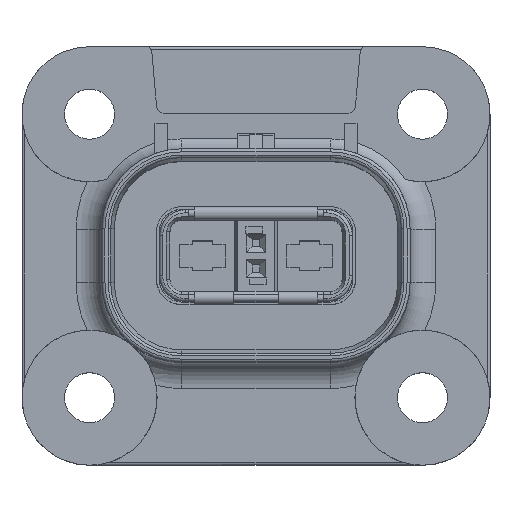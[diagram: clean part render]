
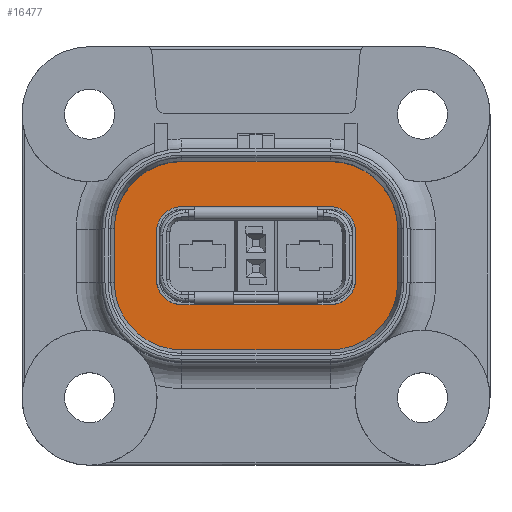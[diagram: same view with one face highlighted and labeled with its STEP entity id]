
A CAD part, top view. The second image highlights one B-rep face of the part: STEP entity #16477.
In plain terms, the highlighted planar face has unit normal (0, 0, 1).
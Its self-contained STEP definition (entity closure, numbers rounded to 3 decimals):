
#5262=CARTESIAN_POINT('',(-7.2,-2.6,-24.3));
#5263=DIRECTION('',(0.,0.,1.));
#5264=DIRECTION('',(-1.,0.,0.));
#5265=AXIS2_PLACEMENT_3D('',#5262,#5263,#5264);
#5275=DIRECTION('',(0.,1.,0.));
#5276=VECTOR('',#5275,5.2);
#5277=CARTESIAN_POINT('',(-13.75,-2.6,-24.3));
#5278=LINE('',#5277,#5276);
#5288=CARTESIAN_POINT('',(-7.2,2.6,-24.3));
#5289=DIRECTION('',(0.,0.,1.));
#5290=DIRECTION('',(0.,1.,0.));
#5291=AXIS2_PLACEMENT_3D('',#5288,#5289,#5290);
#5301=DIRECTION('',(1.,0.,0.));
#5302=VECTOR('',#5301,14.4);
#5303=CARTESIAN_POINT('',(-7.2,9.15,-24.3));
#5304=LINE('',#5303,#5302);
#5314=CARTESIAN_POINT('',(7.2,2.6,-24.3));
#5315=DIRECTION('',(0.,0.,1.));
#5316=DIRECTION('',(1.,0.,0.));
#5317=AXIS2_PLACEMENT_3D('',#5314,#5315,#5316);
#5327=DIRECTION('',(0.,-1.,0.));
#5328=VECTOR('',#5327,5.2);
#5329=CARTESIAN_POINT('',(13.75,2.6,-24.3));
#5330=LINE('',#5329,#5328);
#5340=CARTESIAN_POINT('',(7.2,-2.6,-24.3));
#5341=DIRECTION('',(0.,0.,1.));
#5342=DIRECTION('',(0.,-1.,0.));
#5343=AXIS2_PLACEMENT_3D('',#5340,#5341,#5342);
#5353=DIRECTION('',(-1.,0.,0.));
#5354=VECTOR('',#5353,14.4);
#5355=CARTESIAN_POINT('',(7.2,-9.15,-24.3));
#5356=LINE('',#5355,#5354);
#5397=CARTESIAN_POINT('',(-7.2,2.3,-24.3));
#5398=DIRECTION('',(0.,0.,1.));
#5399=DIRECTION('',(0.,1.,0.));
#5400=AXIS2_PLACEMENT_3D('',#5397,#5398,#5399);
#5402=DIRECTION('',(0.,-1.,0.));
#5403=VECTOR('',#5402,4.6);
#5404=CARTESIAN_POINT('',(-9.65,2.3,-24.3));
#5405=LINE('',#5404,#5403);
#5406=CARTESIAN_POINT('',(-7.2,-2.3,-24.3));
#5407=DIRECTION('',(0.,0.,1.));
#5408=DIRECTION('',(-1.,0.,0.));
#5409=AXIS2_PLACEMENT_3D('',#5406,#5407,#5408);
#5411=DIRECTION('',(1.,0.,0.));
#5412=VECTOR('',#5411,14.4);
#5413=CARTESIAN_POINT('',(-7.2,-4.75,-24.3));
#5414=LINE('',#5413,#5412);
#5415=CARTESIAN_POINT('',(7.2,-2.3,-24.3));
#5416=DIRECTION('',(0.,0.,1.));
#5417=DIRECTION('',(0.,-1.,0.));
#5418=AXIS2_PLACEMENT_3D('',#5415,#5416,#5417);
#5420=DIRECTION('',(0.,1.,0.));
#5421=VECTOR('',#5420,4.6);
#5422=CARTESIAN_POINT('',(9.65,-2.3,-24.3));
#5423=LINE('',#5422,#5421);
#5424=CARTESIAN_POINT('',(7.2,2.3,-24.3));
#5425=DIRECTION('',(0.,0.,1.));
#5426=DIRECTION('',(1.,0.,0.));
#5427=AXIS2_PLACEMENT_3D('',#5424,#5425,#5426);
#5429=DIRECTION('',(-1.,0.,0.));
#5430=VECTOR('',#5429,14.4);
#5431=CARTESIAN_POINT('',(7.2,4.75,-24.3));
#5432=LINE('',#5431,#5430);
#7061=CARTESIAN_POINT('',(-7.2,9.15,-24.3));
#7062=CARTESIAN_POINT('',(7.2,9.15,-24.3));
#7063=VERTEX_POINT('',#7061);
#7064=VERTEX_POINT('',#7062);
#7065=CARTESIAN_POINT('',(13.75,2.6,-24.3));
#7066=VERTEX_POINT('',#7065);
#7067=CARTESIAN_POINT('',(13.75,-2.6,-24.3));
#7068=VERTEX_POINT('',#7067);
#7069=CARTESIAN_POINT('',(7.2,-9.15,-24.3));
#7070=VERTEX_POINT('',#7069);
#7071=CARTESIAN_POINT('',(-7.2,-9.15,-24.3));
#7072=VERTEX_POINT('',#7071);
#7073=CARTESIAN_POINT('',(-13.75,-2.6,-24.3));
#7074=VERTEX_POINT('',#7073);
#7075=CARTESIAN_POINT('',(-13.75,2.6,-24.3));
#7076=VERTEX_POINT('',#7075);
#7936=CARTESIAN_POINT('',(-7.2,4.75,-24.3));
#7937=CARTESIAN_POINT('',(-9.65,2.3,-24.3));
#7938=VERTEX_POINT('',#7936);
#7939=VERTEX_POINT('',#7937);
#7940=CARTESIAN_POINT('',(-9.65,-2.3,-24.3));
#7941=VERTEX_POINT('',#7940);
#7942=CARTESIAN_POINT('',(-7.2,-4.75,-24.3));
#7943=VERTEX_POINT('',#7942);
#7944=CARTESIAN_POINT('',(7.2,-4.75,-24.3));
#7945=VERTEX_POINT('',#7944);
#7946=CARTESIAN_POINT('',(9.65,-2.3,-24.3));
#7947=VERTEX_POINT('',#7946);
#7948=CARTESIAN_POINT('',(9.65,2.3,-24.3));
#7949=VERTEX_POINT('',#7948);
#7950=CARTESIAN_POINT('',(7.2,4.75,-24.3));
#7951=VERTEX_POINT('',#7950);
#16444=CARTESIAN_POINT('',(0.,0.,-24.3));
#16445=DIRECTION('',(0.,0.,1.));
#16446=DIRECTION('',(-1.,0.,0.));
#16447=AXIS2_PLACEMENT_3D('',#16444,#16445,#16446);
#16448=PLANE('',#16447);
#16449=ORIENTED_EDGE('',*,*,#16383,.T.);
#16450=ORIENTED_EDGE('',*,*,#16397,.F.);
#16451=ORIENTED_EDGE('',*,*,#16411,.T.);
#16452=ORIENTED_EDGE('',*,*,#16425,.F.);
#16453=ORIENTED_EDGE('',*,*,#16438,.T.);
#16454=ORIENTED_EDGE('',*,*,#16340,.F.);
#16455=ORIENTED_EDGE('',*,*,#16355,.T.);
#16456=ORIENTED_EDGE('',*,*,#16369,.F.);
#16457=EDGE_LOOP('',(#16449,#16450,#16451,#16452,#16453,#16454,#16455,#16456));
#16458=FACE_OUTER_BOUND('',#16457,.F.);
#16460=ORIENTED_EDGE('',*,*,#16459,.T.);
#16462=ORIENTED_EDGE('',*,*,#16461,.T.);
#16464=ORIENTED_EDGE('',*,*,#16463,.T.);
#16466=ORIENTED_EDGE('',*,*,#16465,.T.);
#16468=ORIENTED_EDGE('',*,*,#16467,.T.);
#16470=ORIENTED_EDGE('',*,*,#16469,.T.);
#16472=ORIENTED_EDGE('',*,*,#16471,.T.);
#16474=ORIENTED_EDGE('',*,*,#16473,.T.);
#16475=EDGE_LOOP('',(#16460,#16462,#16464,#16466,#16468,#16470,#16472,#16474));
#16476=FACE_BOUND('',#16475,.F.);
#5266=CIRCLE('',#5265,6.55);
#5292=CIRCLE('',#5291,6.55);
#5318=CIRCLE('',#5317,6.55);
#5344=CIRCLE('',#5343,6.55);
#5401=CIRCLE('',#5400,2.45);
#5410=CIRCLE('',#5409,2.45);
#5419=CIRCLE('',#5418,2.45);
#5428=CIRCLE('',#5427,2.45);
#16340=EDGE_CURVE('',#7074,#7072,#5266,.T.);
#16355=EDGE_CURVE('',#7074,#7076,#5278,.T.);
#16369=EDGE_CURVE('',#7063,#7076,#5292,.T.);
#16383=EDGE_CURVE('',#7063,#7064,#5304,.T.);
#16397=EDGE_CURVE('',#7066,#7064,#5318,.T.);
#16411=EDGE_CURVE('',#7066,#7068,#5330,.T.);
#16425=EDGE_CURVE('',#7070,#7068,#5344,.T.);
#16438=EDGE_CURVE('',#7070,#7072,#5356,.T.);
#16459=EDGE_CURVE('',#7938,#7939,#5401,.T.);
#16461=EDGE_CURVE('',#7939,#7941,#5405,.T.);
#16463=EDGE_CURVE('',#7941,#7943,#5410,.T.);
#16465=EDGE_CURVE('',#7943,#7945,#5414,.T.);
#16467=EDGE_CURVE('',#7945,#7947,#5419,.T.);
#16469=EDGE_CURVE('',#7947,#7949,#5423,.T.);
#16471=EDGE_CURVE('',#7949,#7951,#5428,.T.);
#16473=EDGE_CURVE('',#7951,#7938,#5432,.T.);
#16477=ADVANCED_FACE('',(#16458,#16476),#16448,.T.);
